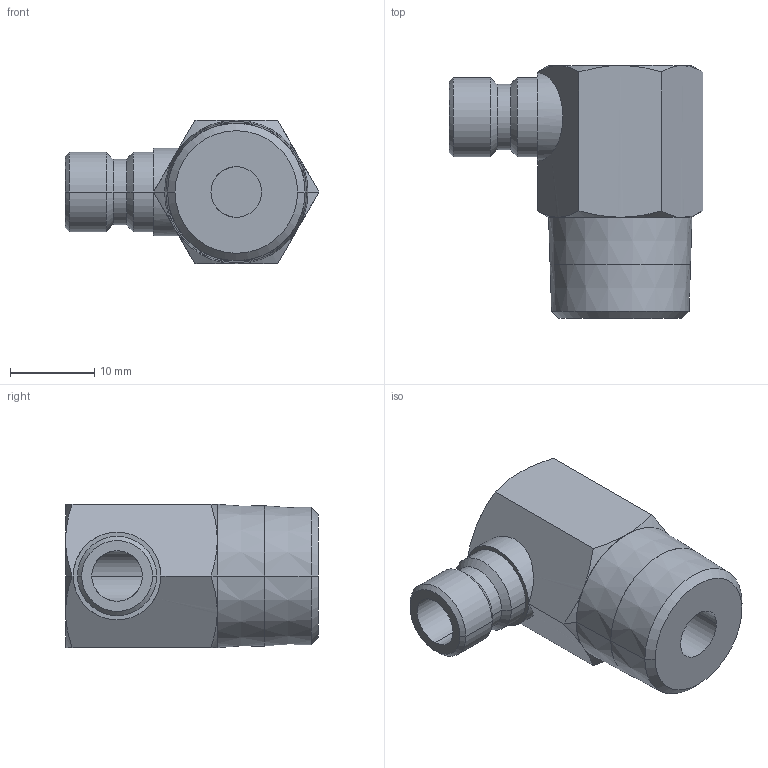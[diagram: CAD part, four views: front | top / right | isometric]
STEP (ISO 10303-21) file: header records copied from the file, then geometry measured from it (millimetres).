
FILE_DESCRIPTION(('STEP AP214'),'1');
FILE_NAME('esdm_38_na-90.stp','2020-04-22T06:12:30',('TraceParts'),('TraceParts S.A.'),'Spatial InterOp 3D',' ',' ');
FILE_SCHEMA(('automotive_design'));
Length unit declared in the file: millimetre
Products named in the file (1): 1
Bounding box: 30.14 x 30 x 17.01 mm (x, y, z)
Volume: 6598 mm3; surface area: 3352.3 mm2
Topology: 1 solids, 1 shells, 55 faces, 122 edges, 72 vertices
Faces by surface type: cone 28, cylinder 14, plane 13
Entity records: 2086 total; most frequent: CARTESIAN_POINT 446, DIRECTION 264, ORIENTED_EDGE 244, EDGE_CURVE 122, AXIS2_PLACEMENT_3D 114, VERTEX_POINT 72, EDGE_LOOP 60, CIRCLE 56
